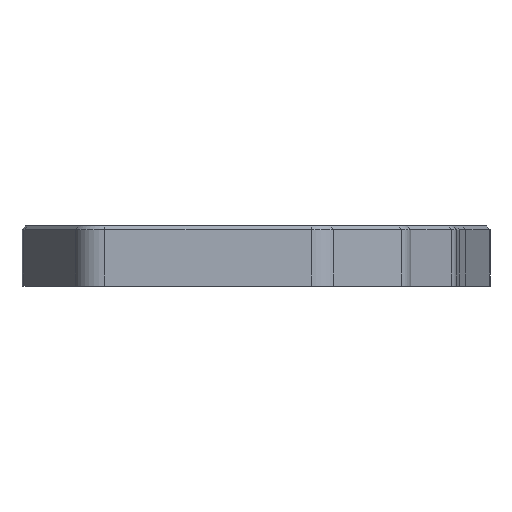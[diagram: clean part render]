
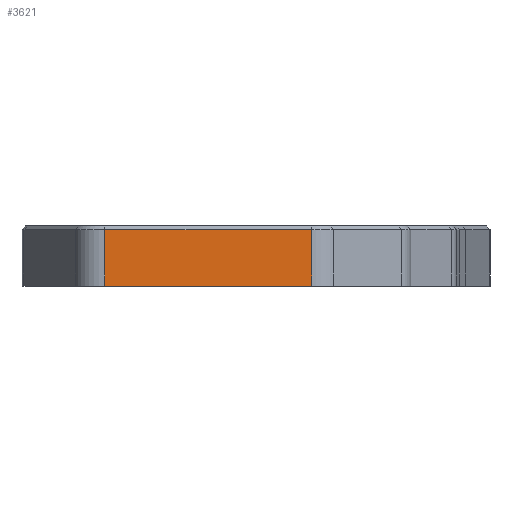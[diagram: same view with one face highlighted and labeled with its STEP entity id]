
A CAD part, left-side view. The second image highlights one B-rep face of the part: STEP entity #3621.
In plain terms, the highlighted planar face has unit normal (-1, 0, 0).
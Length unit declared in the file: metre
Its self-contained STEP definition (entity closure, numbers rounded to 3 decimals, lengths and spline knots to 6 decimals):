
#900=ORIENTED_EDGE('',*,*,#1776,.T.);
#901=ORIENTED_EDGE('',*,*,#1777,.T.);
#902=ORIENTED_EDGE('',*,*,#1778,.T.);
#903=ORIENTED_EDGE('',*,*,#1774,.F.);
#1774=EDGE_CURVE('',#2196,#2197,#2519,.T.);
#1776=EDGE_CURVE('',#2196,#2198,#2520,.T.);
#1777=EDGE_CURVE('',#2198,#2199,#2521,.T.);
#1778=EDGE_CURVE('',#2199,#2197,#2522,.T.);
#2196=VERTEX_POINT('',#6002);
#2197=VERTEX_POINT('',#6004);
#2198=VERTEX_POINT('',#6008);
#2199=VERTEX_POINT('',#6010);
#2519=LINE('',#6003,#2870);
#2520=LINE('',#6007,#2871);
#2521=LINE('',#6009,#2872);
#2522=LINE('',#6011,#2873);
#2870=VECTOR('',#4881,1.);
#2871=VECTOR('',#4886,1.);
#2872=VECTOR('',#4887,1.);
#2873=VECTOR('',#4888,1.);
#3100=EDGE_LOOP('',(#900,#901,#902,#903));
#3331=FACE_BOUND('',#3100,.T.);
#3460=PLANE('',#3973);
#3621=ADVANCED_FACE('',(#3331),#3460,.F.);
#3973=AXIS2_PLACEMENT_3D('',#6006,#4884,#4885);
#4881=DIRECTION('',(0.,0.,-1.));
#4884=DIRECTION('',(1.,0.,0.));
#4885=DIRECTION('',(0.,-1.,0.));
#4886=DIRECTION('',(0.,1.,0.));
#4887=DIRECTION('',(0.,0.,-1.));
#4888=DIRECTION('',(0.,-1.,0.));
#6002=CARTESIAN_POINT('',(-0.016925,0.009938,-0.001));
#6003=CARTESIAN_POINT('',(-0.016925,0.009938,0.));
#6004=CARTESIAN_POINT('',(-0.016925,0.009938,-0.0163));
#6006=CARTESIAN_POINT('',(-0.016925,0.03796,-0.00715));
#6007=CARTESIAN_POINT('',(-0.016925,0.03796,-0.001));
#6008=CARTESIAN_POINT('',(-0.016925,0.065982,-0.001));
#6009=CARTESIAN_POINT('',(-0.016925,0.065982,0.));
#6010=CARTESIAN_POINT('',(-0.016925,0.065982,-0.0163));
#6011=CARTESIAN_POINT('',(-0.016925,0.03796,-0.0163));
